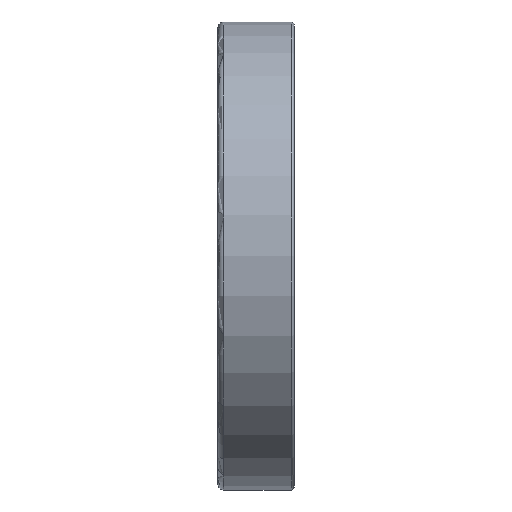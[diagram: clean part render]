
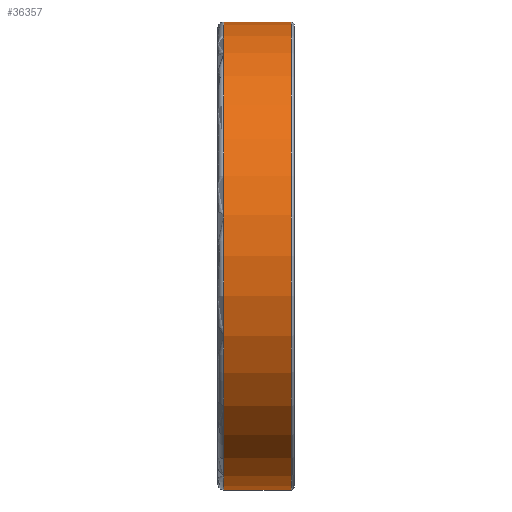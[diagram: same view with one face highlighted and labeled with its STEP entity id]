
A CAD part, top view. The second image highlights one B-rep face of the part: STEP entity #36357.
In plain terms, the highlighted cylindrical face has radius 80 mm (diameter 160 mm), a partial arc.
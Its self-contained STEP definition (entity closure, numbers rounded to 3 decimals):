
#26922=DIRECTION('',(-1.,0.,0.));
#26923=VECTOR('',#26922,23.);
#26924=CARTESIAN_POINT('',(12.,80.,0.));
#26925=LINE('',#26924,#26923);
#26929=DIRECTION('',(-1.,0.,0.));
#26930=VECTOR('',#26929,23.);
#26931=CARTESIAN_POINT('',(12.,-80.,0.));
#26932=LINE('',#26931,#26930);
#26944=CARTESIAN_POINT('',(12.,0.,0.));
#26945=DIRECTION('',(1.,0.,0.));
#26946=DIRECTION('',(0.,1.,0.));
#26947=AXIS2_PLACEMENT_3D('',#26944,#26945,#26946);
#26952=CARTESIAN_POINT('',(-11.,0.,0.));
#26953=DIRECTION('',(1.,0.,0.));
#26954=DIRECTION('',(0.,1.,0.));
#26955=AXIS2_PLACEMENT_3D('',#26952,#26953,#26954);
#33545=CARTESIAN_POINT('',(12.,80.,0.));
#33546=CARTESIAN_POINT('',(-11.,80.,0.));
#33547=VERTEX_POINT('',#33545);
#33548=VERTEX_POINT('',#33546);
#33557=CARTESIAN_POINT('',(12.,-80.,0.));
#33558=CARTESIAN_POINT('',(-11.,-80.,0.));
#33559=VERTEX_POINT('',#33557);
#33560=VERTEX_POINT('',#33558);
#36345=CARTESIAN_POINT('',(-14.3,0.,0.));
#36346=DIRECTION('',(1.,0.,0.));
#36347=DIRECTION('',(0.,-1.,0.));
#36348=AXIS2_PLACEMENT_3D('',#36345,#36346,#36347);
#36349=CYLINDRICAL_SURFACE('',#36348,80.);
#36350=ORIENTED_EDGE('',*,*,#36335,.F.);
#36351=ORIENTED_EDGE('',*,*,#36312,.T.);
#36352=ORIENTED_EDGE('',*,*,#36339,.T.);
#36354=ORIENTED_EDGE('',*,*,#36353,.F.);
#36355=EDGE_LOOP('',(#36350,#36351,#36352,#36354));
#36356=FACE_OUTER_BOUND('',#36355,.F.);
#26948=CIRCLE('',#26947,80.);
#26956=CIRCLE('',#26955,80.);
#36312=EDGE_CURVE('',#33547,#33559,#26948,.T.);
#36335=EDGE_CURVE('',#33547,#33548,#26925,.T.);
#36339=EDGE_CURVE('',#33559,#33560,#26932,.T.);
#36353=EDGE_CURVE('',#33548,#33560,#26956,.T.);
#36357=ADVANCED_FACE('',(#36356),#36349,.T.);
